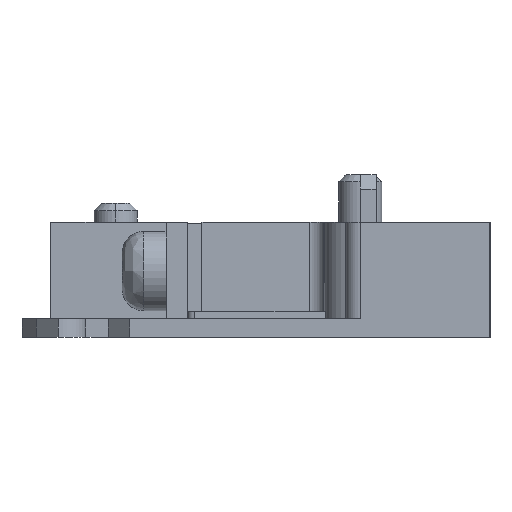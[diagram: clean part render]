
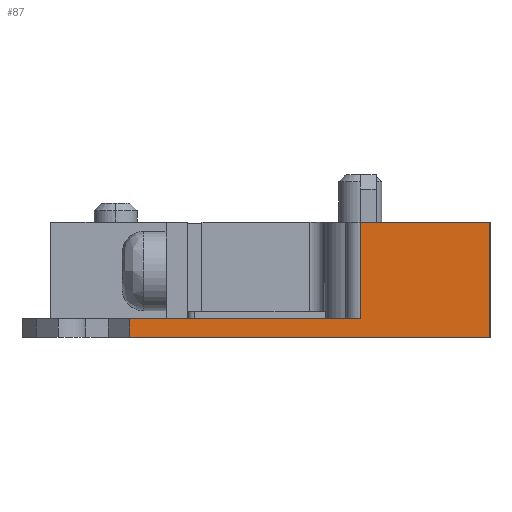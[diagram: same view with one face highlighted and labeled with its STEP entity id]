
A CAD part, left-side view. The second image highlights one B-rep face of the part: STEP entity #87.
In plain terms, the highlighted planar face has unit normal (-1, 0, 0).
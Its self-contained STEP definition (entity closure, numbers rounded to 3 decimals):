
#78 = DIRECTION ( 'NONE',  ( 1., 0., 0. ) ) ;
#87 = ADVANCED_FACE ( 'NONE', ( #3313 ), #4781, .F. ) ;
#427 = VECTOR ( 'NONE', #645, 1000. ) ;
#442 = VERTEX_POINT ( 'NONE', #624 ) ;
#501 = EDGE_CURVE ( 'NONE', #442, #1146, #796, .T. ) ;
#587 = VERTEX_POINT ( 'NONE', #3696 ) ;
#624 = CARTESIAN_POINT ( 'NONE',  ( -19., 4., 8. ) ) ;
#645 = DIRECTION ( 'NONE',  ( 0., -1., 0. ) ) ;
#646 = VECTOR ( 'NONE', #2918, 1000. ) ;
#796 = LINE ( 'NONE', #1496, #2081 ) ;
#877 = ORIENTED_EDGE ( 'NONE', *, *, #501, .F. ) ;
#913 = CARTESIAN_POINT ( 'NONE',  ( -19., 20., 1.3 ) ) ;
#917 = ORIENTED_EDGE ( 'NONE', *, *, #4191, .F. ) ;
#935 = LINE ( 'NONE', #913, #427 ) ;
#972 = CARTESIAN_POINT ( 'NONE',  ( -19., 4., 1.3 ) ) ;
#1014 = DIRECTION ( 'NONE',  ( 0., 0., 1. ) ) ;
#1111 = CARTESIAN_POINT ( 'NONE',  ( -19., 20., 0. ) ) ;
#1146 = VERTEX_POINT ( 'NONE', #1914 ) ;
#1153 = LINE ( 'NONE', #4081, #3811 ) ;
#1175 = AXIS2_PLACEMENT_3D ( 'NONE', #3703, #78, #3002 ) ;
#1389 = EDGE_CURVE ( 'NONE', #3225, #442, #4377, .T. ) ;
#1496 = CARTESIAN_POINT ( 'NONE',  ( -19., 20., 8. ) ) ;
#1760 = DIRECTION ( 'NONE',  ( 0., -1., 0. ) ) ;
#1847 = ORIENTED_EDGE ( 'NONE', *, *, #1389, .F. ) ;
#1875 = ORIENTED_EDGE ( 'NONE', *, *, #3431, .F. ) ;
#1914 = CARTESIAN_POINT ( 'NONE',  ( -19., -5., 8. ) ) ;
#2040 = VECTOR ( 'NONE', #1760, 1000. ) ;
#2081 = VECTOR ( 'NONE', #2194, 1000. ) ;
#2194 = DIRECTION ( 'NONE',  ( 0., -1., 0. ) ) ;
#2216 = LINE ( 'NONE', #2870, #646 ) ;
#2359 = EDGE_CURVE ( 'NONE', #1146, #2678, #1153, .T. ) ;
#2664 = CARTESIAN_POINT ( 'NONE',  ( -19., 4., 1.3 ) ) ;
#2678 = VERTEX_POINT ( 'NONE', #3316 ) ;
#2870 = CARTESIAN_POINT ( 'NONE',  ( -19., 20., 1.3 ) ) ;
#2918 = DIRECTION ( 'NONE',  ( 0., 0., 1. ) ) ;
#3002 = DIRECTION ( 'NONE',  ( 0., 1., 0. ) ) ;
#3197 = LINE ( 'NONE', #3609, #2040 ) ;
#3225 = VERTEX_POINT ( 'NONE', #2664 ) ;
#3313 = FACE_OUTER_BOUND ( 'NONE', #4508, .T. ) ;
#3316 = CARTESIAN_POINT ( 'NONE',  ( -19., -5., 0. ) ) ;
#3357 = ORIENTED_EDGE ( 'NONE', *, *, #2359, .F. ) ;
#3431 = EDGE_CURVE ( 'NONE', #3754, #587, #2216, .T. ) ;
#3609 = CARTESIAN_POINT ( 'NONE',  ( -19., 27., 0. ) ) ;
#3696 = CARTESIAN_POINT ( 'NONE',  ( -19., 20., 1.3 ) ) ;
#3703 = CARTESIAN_POINT ( 'NONE',  ( -19., 20., 1.3 ) ) ;
#3716 = DIRECTION ( 'NONE',  ( 0., 0., -1. ) ) ;
#3754 = VERTEX_POINT ( 'NONE', #1111 ) ;
#3811 = VECTOR ( 'NONE', #3716, 1000. ) ;
#3948 = VECTOR ( 'NONE', #1014, 1000. ) ;
#4081 = CARTESIAN_POINT ( 'NONE',  ( -19., -5., 1.3 ) ) ;
#4191 = EDGE_CURVE ( 'NONE', #587, #3225, #935, .T. ) ;
#4377 = LINE ( 'NONE', #972, #3948 ) ;
#4508 = EDGE_LOOP ( 'NONE', ( #917, #1875, #4718, #3357, #877, #1847 ) ) ;
#4541 = EDGE_CURVE ( 'NONE', #3754, #2678, #3197, .T. ) ;
#4718 = ORIENTED_EDGE ( 'NONE', *, *, #4541, .T. ) ;
#4781 = PLANE ( 'NONE',  #1175 ) ;
